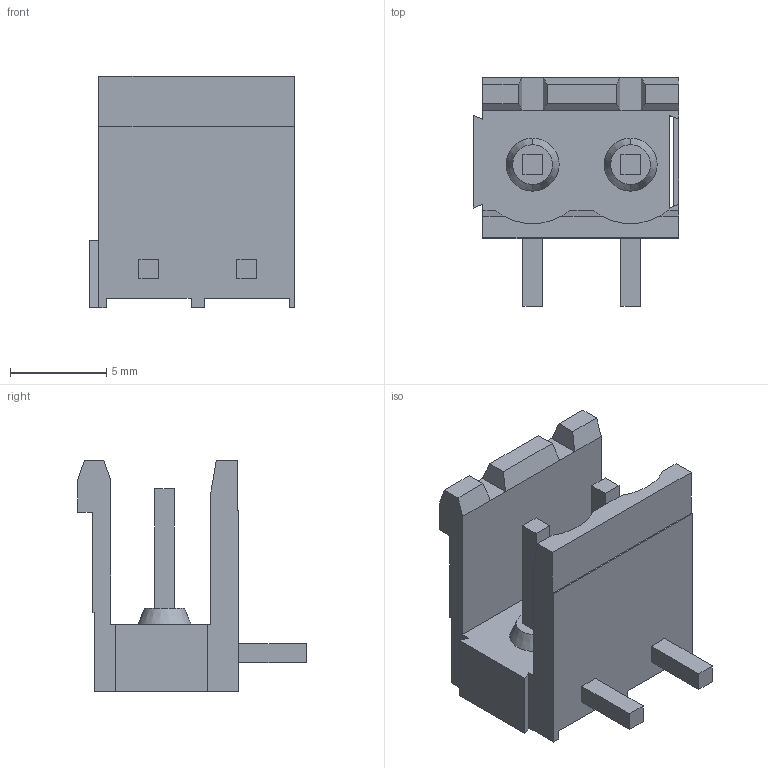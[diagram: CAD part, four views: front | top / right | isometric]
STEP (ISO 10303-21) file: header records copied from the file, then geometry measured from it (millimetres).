
FILE_DESCRIPTION((''),'2;1');
FILE_NAME('C-282814-2','2008-10-25T',('workeradm'),('Tyco Electronics Corporation'),'PRO/ENGINEER BY PARAMETRIC TECHNOLOGY CORPORATION, 2005450','PRO/ENGINEER BY PARAMETRIC TECHNOLOGY CORPORATION, 2005450','');
FILE_SCHEMA(('CONFIG_CONTROL_DESIGN', 'GEOMETRIC_VALIDATION_PROPERTIES_MIM'));
Length unit declared in the file: millimetre
Products named in the file (1): C-282814-2
Bounding box: 10.66 x 11.85 x 12 mm (x, y, z)
Volume: 448.9 mm3; surface area: 785.3 mm2
Topology: 1 solids, 1 shells, 79 faces, 209 edges, 136 vertices
Faces by surface type: plane 73, cone 4, cylinder 2
Entity records: 2528 total; most frequent: CARTESIAN_POINT 433, ORIENTED_EDGE 418, DIRECTION 375, EDGE_CURVE 209, VECTOR 193, LINE 193, VERTEX_POINT 136, AXIS2_PLACEMENT_3D 91
